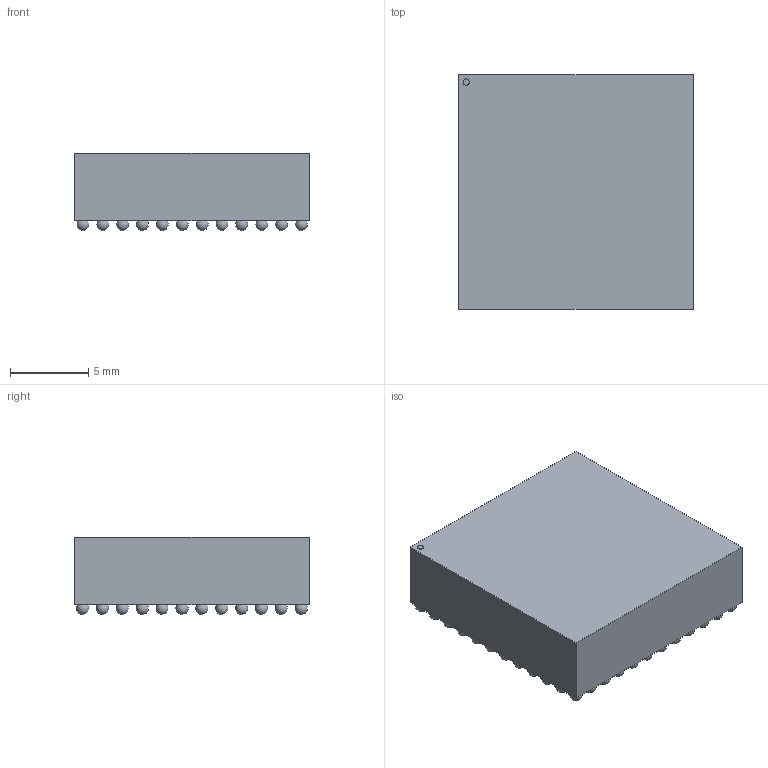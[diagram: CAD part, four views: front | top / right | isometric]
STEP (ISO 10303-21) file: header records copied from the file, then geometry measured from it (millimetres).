
FILE_DESCRIPTION(/* description */ ('model of Linear_BGA-133_15.0x15.0_Layout12x12_P1.27mm'),/* implementation_level */ '2;1');
FILE_NAME(/* name */ 'Linear_BGA-133_15.0x15.0_Layout12x12_P1.27mm.step',/* time_stamp */ '2018-10-26T06:16:50',/* author */ ('kicad StepUp','ksu'),/* organization */ ('FreeCAD'),/* preprocessor_version */ 'OCC',/* originating_system */ 'kicad StepUp',/* authorisation */ '');
FILE_SCHEMA(('AUTOMOTIVE_DESIGN { 1 0 10303 214 1 1 1 1 }'));
Length unit declared in the file: millimetre
Products named in the file (1): Linear_BGA_133_150x150_Layout12x12_P127mm
Bounding box: 15 x 15 x 4.94 mm (x, y, z)
Volume: 981.9 mm3; surface area: 762.1 mm2
Topology: 1 solids, 1 shells, 52 faces, 147 edges, 98 vertices
Faces by surface type: sphere 44, plane 7, cylinder 1
Full cylindrical faces by diameter (mm): 0.4 x1
Entity records: 1193 total; most frequent: CARTESIAN_POINT 191, ORIENTED_EDGE 156, AXIS2_PLACEMENT_3D 142, EDGE_CURVE 103, VERTEX_POINT 98, FACE_BOUND 97, EDGE_LOOP 97, CIRCLE 90
